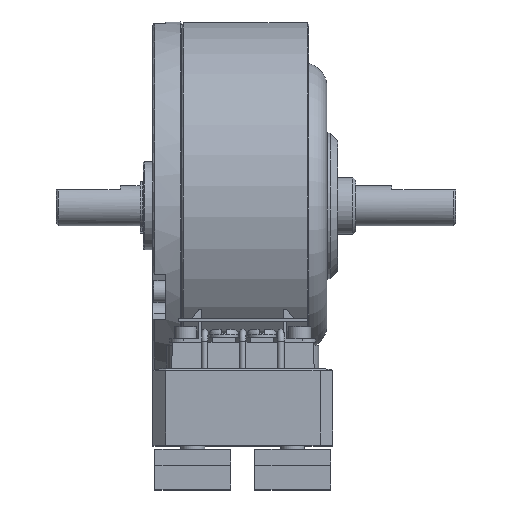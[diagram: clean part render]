
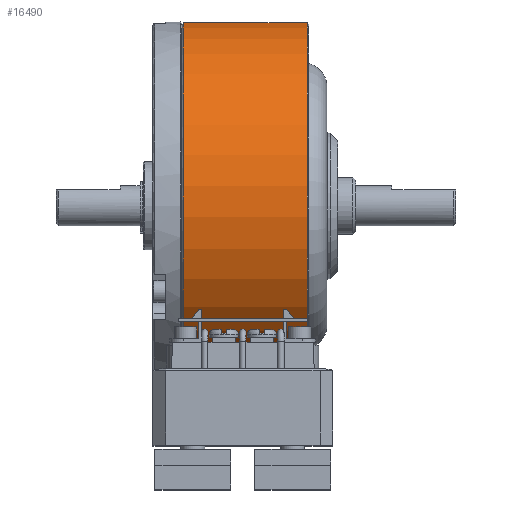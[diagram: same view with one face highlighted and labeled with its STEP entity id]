
A CAD part, top view. The second image highlights one B-rep face of the part: STEP entity #16490.
In plain terms, the highlighted cylindrical face has radius 46.025 mm (diameter 92.05 mm), a partial arc.
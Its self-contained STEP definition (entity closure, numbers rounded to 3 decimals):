
#780 = DIRECTION ( 'NONE',  ( -1., 0., 0. ) ) ;
#875 = EDGE_CURVE ( 'NONE', #23014, #16854, #3670, .T. ) ;
#1733 = AXIS2_PLACEMENT_3D ( 'NONE', #13450, #1829, #15402 ) ;
#1829 = DIRECTION ( 'NONE',  ( -1., 0., 0. ) ) ;
#2981 = ORIENTED_EDGE ( 'NONE', *, *, #7284, .T. ) ;
#2991 = CARTESIAN_POINT ( 'NONE',  ( 38.989, -43.942, -13.689 ) ) ;
#3038 = CIRCLE ( 'NONE', #6722, 46.025 ) ;
#3112 = ORIENTED_EDGE ( 'NONE', *, *, #875, .F. ) ;
#3670 = LINE ( 'NONE', #22129, #23058 ) ;
#3965 = EDGE_CURVE ( 'NONE', #17595, #18067, #10112, .T. ) ;
#4677 = ORIENTED_EDGE ( 'NONE', *, *, #15013, .F. ) ;
#4960 = DIRECTION ( 'NONE',  ( -1., 0., 0. ) ) ;
#5266 = CYLINDRICAL_SURFACE ( 'NONE', #9905, 46.025 ) ;
#6655 = DIRECTION ( 'NONE',  ( 0., 0., -1. ) ) ;
#6722 = AXIS2_PLACEMENT_3D ( 'NONE', #12422, #780, #14365 ) ;
#7284 = EDGE_CURVE ( 'NONE', #23014, #17595, #3038, .T. ) ;
#8490 = DIRECTION ( 'NONE',  ( -1., 0., 0. ) ) ;
#9905 = AXIS2_PLACEMENT_3D ( 'NONE', #16238, #8490, #6655 ) ;
#10112 = LINE ( 'NONE', #2991, #24943 ) ;
#11113 = ORIENTED_EDGE ( 'NONE', *, *, #3965, .T. ) ;
#12422 = CARTESIAN_POINT ( 'NONE',  ( 38.608, 0., 0. ) ) ;
#13450 = CARTESIAN_POINT ( 'NONE',  ( 7.62, 0., 0. ) ) ;
#14365 = DIRECTION ( 'NONE',  ( 0., 0., -1. ) ) ;
#15013 = EDGE_CURVE ( 'NONE', #16854, #18067, #22354, .T. ) ;
#15402 = DIRECTION ( 'NONE',  ( 0., 0., -1. ) ) ;
#16238 = CARTESIAN_POINT ( 'NONE',  ( -1.727, 0., 0. ) ) ;
#16490 = ADVANCED_FACE ( 'NONE', ( #17393 ), #5266, .T. ) ;
#16854 = VERTEX_POINT ( 'NONE', #19169 ) ;
#17286 = EDGE_LOOP ( 'NONE', ( #2981, #11113, #4677, #3112 ) ) ;
#17393 = FACE_OUTER_BOUND ( 'NONE', #17286, .T. ) ;
#17595 = VERTEX_POINT ( 'NONE', #17950 ) ;
#17950 = CARTESIAN_POINT ( 'NONE',  ( 38.608, -43.942, -13.689 ) ) ;
#18067 = VERTEX_POINT ( 'NONE', #24016 ) ;
#18233 = DIRECTION ( 'NONE',  ( -1., 0., 0. ) ) ;
#19169 = CARTESIAN_POINT ( 'NONE',  ( 7.62, -43.942, 13.689 ) ) ;
#19577 = CARTESIAN_POINT ( 'NONE',  ( 38.608, -43.942, 13.689 ) ) ;
#22129 = CARTESIAN_POINT ( 'NONE',  ( 38.989, -43.942, 13.689 ) ) ;
#22354 = CIRCLE ( 'NONE', #1733, 46.025 ) ;
#23014 = VERTEX_POINT ( 'NONE', #19577 ) ;
#23058 = VECTOR ( 'NONE', #18233, 1000. ) ;
#24016 = CARTESIAN_POINT ( 'NONE',  ( 7.62, -43.942, -13.689 ) ) ;
#24943 = VECTOR ( 'NONE', #4960, 1000. ) ;
